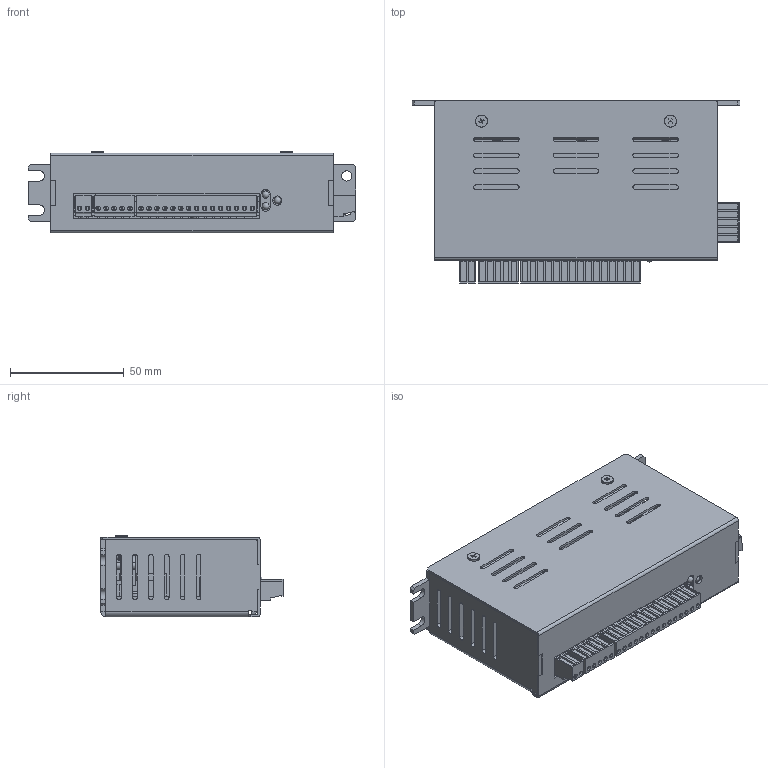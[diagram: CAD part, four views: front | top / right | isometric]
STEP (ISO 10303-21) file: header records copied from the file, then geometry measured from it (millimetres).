
FILE_DESCRIPTION( ( '' ), '1' );
FILE_NAME( 'DS514MD_3D.stp', '2018-08-30T03:21:37', ( 'Dimamotor' ), ( 'Dimamotor' ), 'PSStep 17.0.49', ' ', ' ' );
FILE_SCHEMA( ( 'AUTOMOTIVE_DESIGN { 1 0 10303 214 1 1 1 1 }' ) );
Length unit declared in the file: millimetre
Products named in the file (22): MEAA-D11-42_VerC2; MEAA-D11-41_VerC2; M3鉚釘-5.5高; DS514MD_PCB_VerC2; ME030-35002; ME030-35005; ECH350V-15P; 數字開關-ERD1xxxF_P5.08; LED含座-紅_AL-33-1R; 2P-LED; SLA5065; DS514MD_PCB_0822_Vc; MEHA-M02-41_VerC2; M3X6半圓頭; Assem1; MEHA-M03-41_VerC2; M3x18埋頭; MEAA-U11-41_VerC2; EC350RL-02P; EC350RL-05P; EC350RL-15P; M3x4L平頭
Assembly tree (34 placements, depth 3):
  Assem1
    MEHA-M03-41_VerC2
    M3X6半圓頭  x3
    M3x18埋頭  x3
    MEAA-U11-41_VerC2
    EC350RL-02P
    EC350RL-05P  x2
    EC350RL-15P
    M3x4L平頭  x2
    MEAA-D11-42_VerC2
      MEAA-D11-41_VerC2
      M3鉚釘-5.5高  x3
    DS514MD_PCB_VerC2
      ME030-35002
      ME030-35005  x2
      ECH350V-15P
      數字開關-ERD1xxxF_P5.08  x2
      LED含座-紅_AL-33-1R
      2P-LED
      SLA5065  x2
      DS514MD_PCB_0822_Vc
      MEHA-M02-41_VerC2
      M3X6半圓頭  x2
Bounding box: 144 x 80.2 x 35.9 mm (x, y, z)
Volume: 84316.7 mm3; surface area: 111594 mm2
Topology: 32 solids, 32 shells, 2581 faces, 6364 edges, 4189 vertices
Faces by surface type: plane 2208, cylinder 298, cone 46, torus 21, bspline 5, sphere 3
Full cylindrical faces by diameter (mm): 0.5 x4, 0.7 x2, 0.8 x54, 1 x14, 1.251 x27, 1.5 x6, 2 x29, 2.459 x3, 2.5 x7, 3 x13, 3.2 x4, 3.3 x2, 3.4 x3, 3.5 x3, 4 x17, 4.2 x6, 4.5 x2, 5 x8, 5.35 x2, 6 x3, 8 x2
Entity records: 68517 total; most frequent: CARTESIAN_POINT 9243, DIRECTION 8724, ORIENTED_EDGE 8628, EDGE_CURVE 4314, LINE 3706, VECTOR 3706, VERTEX_POINT 2952, AXIS2_PLACEMENT_3D 2509
